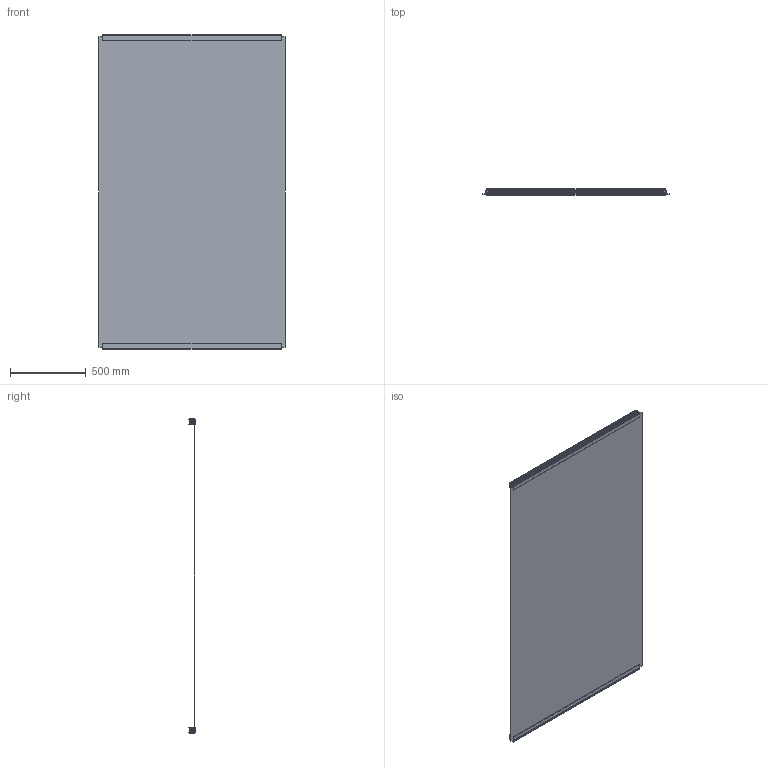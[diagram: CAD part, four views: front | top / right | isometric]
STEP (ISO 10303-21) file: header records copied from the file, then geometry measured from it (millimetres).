
FILE_DESCRIPTION((''),'2;1');
FILE_NAME('SZ8130_K.stp','2012-11-23T13:54:12',('marina kaa'),(''),'Autodesk Inventor 2012','Autodesk Inventor 2012','');
FILE_SCHEMA(('AUTOMOTIVE_DESIGN { 1 0 10303 214 1 1 1 1 }'));
Length unit declared in the file: millimetre
Products named in the file (1): SZ8130_K
Bounding box: 1230 x 40 x 2078 mm (x, y, z)
Volume: 11299784.2 mm3; surface area: 6210859.2 mm2
Topology: 5 solids, 7 shells, 660 faces, 2016 edges, 1334 vertices
Faces by surface type: cylinder 352, plane 216, cone 64, torus 16, sphere 8, bspline 4
Full cylindrical faces by diameter (mm): 5.1 x4, 6.65 x8, 6.8 x2, 7.8 x4, 7.9 x4, 8 x4, 11.8 x4, 12 x4
Entity records: 28605 total; most frequent: CARTESIAN_POINT 10849, ORIENTED_EDGE 3680, DIRECTION 3414, EDGE_CURVE 1840, AXIS2_PLACEMENT_3D 1277, VERTEX_POINT 1256, VECTOR 860, LINE 860
